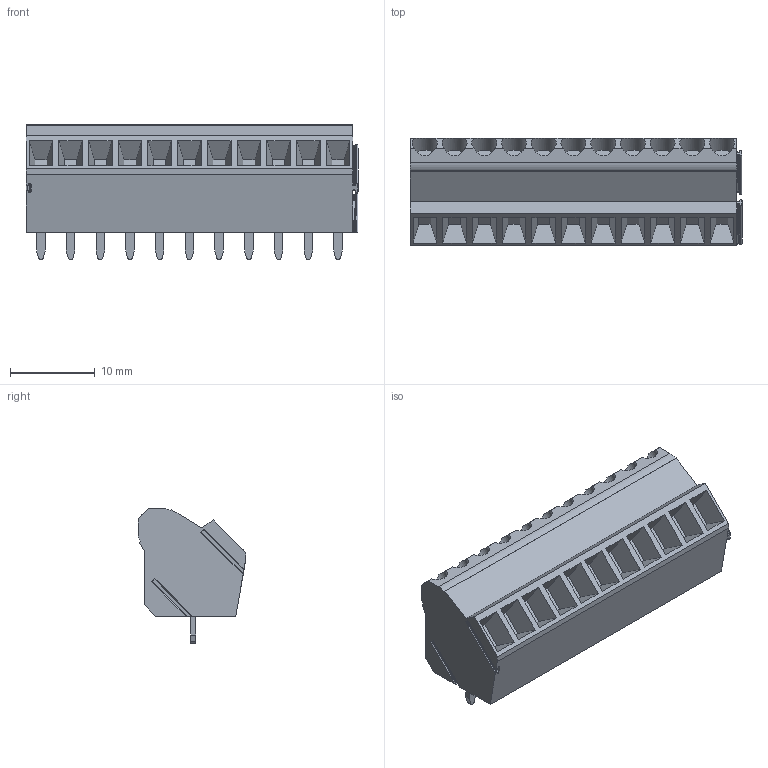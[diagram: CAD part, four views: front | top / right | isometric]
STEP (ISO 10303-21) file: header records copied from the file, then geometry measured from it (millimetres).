
FILE_DESCRIPTION(('CATIA V5 STEP Exchange','CAx-IF Rec.Pracs.--- Model Styling and Organization---1.2---2011-12-15'),'2;1');
FILE_NAME ('D1457407_0_1845290000_1845290000.stp','2018-09-07T05:45:21+00:00',('none'),('Weidmueller'),'CATIA Version 5-6 Release 2014','CATIA V5 STEP AP214','none');
FILE_SCHEMA(('AUTOMOTIVE_DESIGN { 1 0 10303 214 1 1 1 1 }'));
Length unit declared in the file: millimetre
Products named in the file (1): 1845290000
Bounding box: 39.1 x 12.7 x 15.9 mm (x, y, z)
Volume: 4627.2 mm3; surface area: 2630.7 mm2
Topology: 12 solids, 12 shells, 261 faces, 678 edges, 452 vertices
Faces by surface type: plane 194, cylinder 67
Entity records: 7909 total; most frequent: CARTESIAN_POINT 2067, ORIENTED_EDGE 1356, DIRECTION 902, EDGE_CURVE 678, VECTOR 456, LINE 456, VERTEX_POINT 452, AXIS2_PLACEMENT_3D 286
